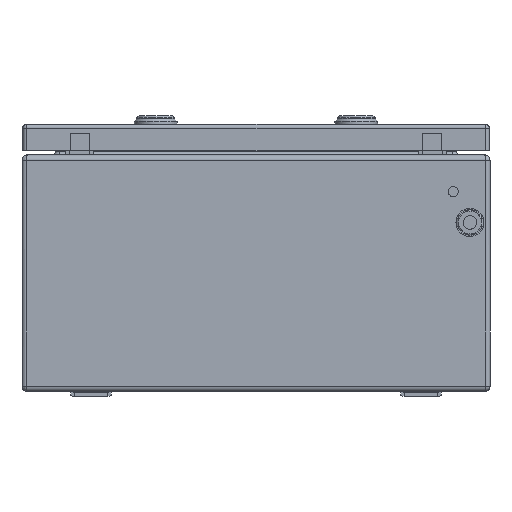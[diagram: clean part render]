
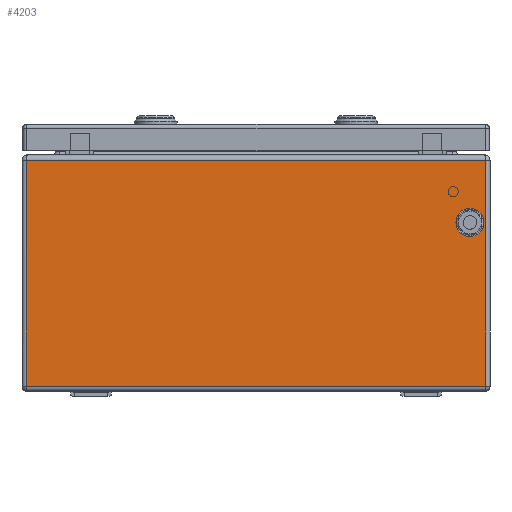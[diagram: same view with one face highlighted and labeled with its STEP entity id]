
A CAD part, left-side view. The second image highlights one B-rep face of the part: STEP entity #4203.
In plain terms, the highlighted planar face has unit normal (-1, 0, 0).
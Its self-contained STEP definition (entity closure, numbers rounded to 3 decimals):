
#3846=AXIS2_PLACEMENT_3D('Circle Axis2P3D',#3844,#3845,$) ;
#3894=AXIS2_PLACEMENT_3D('Circle Axis2P3D',#3892,#3893,$) ;
#4170=AXIS2_PLACEMENT_3D('Plane Axis2P3D',#4167,#4168,#4169) ;
#3586=CARTESIAN_POINT('Vertex',(25.5,3.,176.5)) ;
#3599=CARTESIAN_POINT('Vertex',(25.5,347.,176.5)) ;
#3602=CARTESIAN_POINT('Line Origine',(25.5,175.,176.5)) ;
#3841=CARTESIAN_POINT('Vertex',(25.5,9.85,134.96)) ;
#3844=CARTESIAN_POINT('Axis2P3D Location',(25.5,15.,130.)) ;
#3848=CARTESIAN_POINT('Vertex',(25.5,20.15,134.96)) ;
#3868=CARTESIAN_POINT('Line Origine',(25.5,20.15,130.)) ;
#3872=CARTESIAN_POINT('Vertex',(25.5,20.15,125.04)) ;
#3892=CARTESIAN_POINT('Axis2P3D Location',(25.5,15.,130.)) ;
#3896=CARTESIAN_POINT('Vertex',(25.5,9.85,125.04)) ;
#3916=CARTESIAN_POINT('Line Origine',(25.5,9.85,130.)) ;
#4167=CARTESIAN_POINT('Axis2P3D Location',(25.5,350.,180.5)) ;
#4172=CARTESIAN_POINT('Line Origine',(25.5,347.,92.)) ;
#4176=CARTESIAN_POINT('Vertex',(25.5,347.,7.5)) ;
#4179=CARTESIAN_POINT('Line Origine',(25.5,175.,7.5)) ;
#4183=CARTESIAN_POINT('Vertex',(25.5,3.,7.5)) ;
#4186=CARTESIAN_POINT('Line Origine',(25.5,3.,92.)) ;
#3603=DIRECTION('Vector Direction',(0.,-1.,0.)) ;
#3845=DIRECTION('Axis2P3D Direction',(-1.,0.,0.)) ;
#3869=DIRECTION('Vector Direction',(0.,0.,-1.)) ;
#3893=DIRECTION('Axis2P3D Direction',(-1.,0.,0.)) ;
#3917=DIRECTION('Vector Direction',(0.,0.,1.)) ;
#4168=DIRECTION('Axis2P3D Direction',(1.,0.,0.)) ;
#4169=DIRECTION('Axis2P3D XDirection',(0.,1.,0.)) ;
#4173=DIRECTION('Vector Direction',(0.,0.,-1.)) ;
#4180=DIRECTION('Vector Direction',(0.,-1.,0.)) ;
#4187=DIRECTION('Vector Direction',(0.,0.,1.)) ;
#3604=VECTOR('Line Direction',#3603,1.) ;
#3870=VECTOR('Line Direction',#3869,1.) ;
#3918=VECTOR('Line Direction',#3917,1.) ;
#4174=VECTOR('Line Direction',#4173,1.) ;
#4181=VECTOR('Line Direction',#4180,1.) ;
#4188=VECTOR('Line Direction',#4187,1.) ;
#4192=ORIENTED_EDGE('',*,*,#4178,.T.) ;
#4193=ORIENTED_EDGE('',*,*,#4185,.T.) ;
#4194=ORIENTED_EDGE('',*,*,#4190,.T.) ;
#4195=ORIENTED_EDGE('',*,*,#3606,.T.) ;
#4198=ORIENTED_EDGE('',*,*,#3874,.F.) ;
#4199=ORIENTED_EDGE('',*,*,#3850,.F.) ;
#4200=ORIENTED_EDGE('',*,*,#3920,.F.) ;
#4201=ORIENTED_EDGE('',*,*,#3898,.F.) ;
#4202=FACE_BOUND('',#4197,.T.) ;
#4203=ADVANCED_FACE('51372_ASM_GH_KTB_QL_XXXxXXXxXXX_YGP_S3D-1/51372_GH_KTB_QL_XXXxXXXxXXX_YGP_S3D_S3D-1-solid1',(#4196,#4202),#4171,.F.) ;
#3847=CIRCLE('generated circle',#3846,7.15) ;
#3895=CIRCLE('generated circle',#3894,7.15) ;
#3606=EDGE_CURVE('',#3587,#3600,#3605,.F.) ;
#3850=EDGE_CURVE('',#3842,#3849,#3847,.T.) ;
#3874=EDGE_CURVE('',#3849,#3873,#3871,.T.) ;
#3898=EDGE_CURVE('',#3873,#3897,#3895,.T.) ;
#3920=EDGE_CURVE('',#3897,#3842,#3919,.T.) ;
#4178=EDGE_CURVE('',#3600,#4177,#4175,.T.) ;
#4185=EDGE_CURVE('',#4177,#4184,#4182,.T.) ;
#4190=EDGE_CURVE('',#4184,#3587,#4189,.T.) ;
#4191=EDGE_LOOP('',(#4192,#4193,#4194,#4195)) ;
#4197=EDGE_LOOP('',(#4198,#4199,#4200,#4201)) ;
#4196=FACE_OUTER_BOUND('',#4191,.T.) ;
#3605=LINE('Line',#3602,#3604) ;
#3871=LINE('Line',#3868,#3870) ;
#3919=LINE('Line',#3916,#3918) ;
#4175=LINE('Line',#4172,#4174) ;
#4182=LINE('Line',#4179,#4181) ;
#4189=LINE('Line',#4186,#4188) ;
#4171=PLANE('',#4170) ;
#3587=VERTEX_POINT('',#3586) ;
#3600=VERTEX_POINT('',#3599) ;
#3842=VERTEX_POINT('',#3841) ;
#3849=VERTEX_POINT('',#3848) ;
#3873=VERTEX_POINT('',#3872) ;
#3897=VERTEX_POINT('',#3896) ;
#4177=VERTEX_POINT('',#4176) ;
#4184=VERTEX_POINT('',#4183) ;
